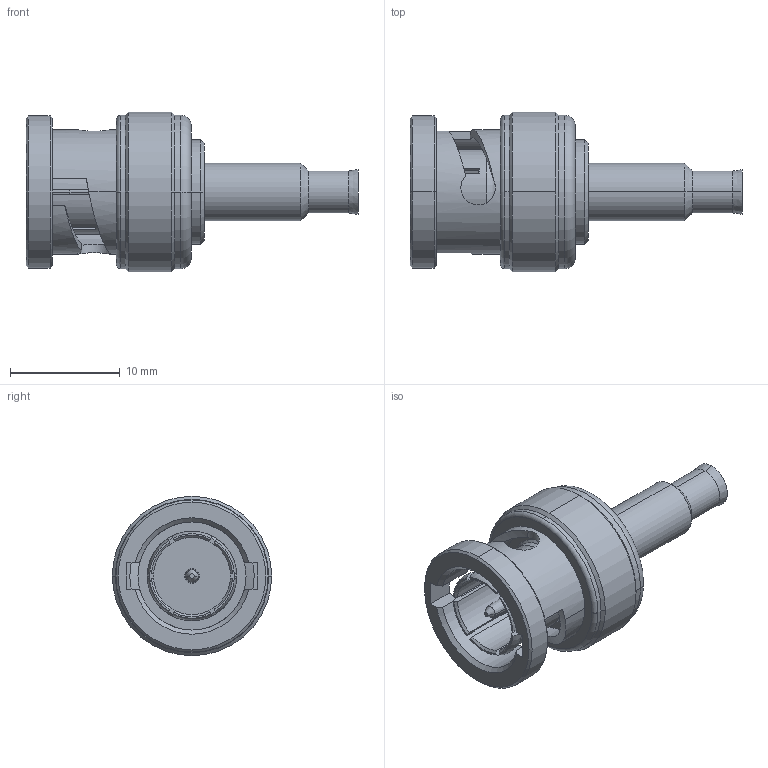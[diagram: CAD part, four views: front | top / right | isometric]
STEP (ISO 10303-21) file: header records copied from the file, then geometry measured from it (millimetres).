
FILE_DESCRIPTION((''),'2;1');
FILE_NAME('B1121E1-ND3G-179U-75_SW0001','2020-02-04T',('Kaviyarasan'),(''),'CREO PARAMETRIC BY PTC INC, 2018360','CREO PARAMETRIC BY PTC INC, 2018360','');
FILE_SCHEMA(('CONFIG_CONTROL_DESIGN'));
Length unit declared in the file: millimetre
Products named in the file (1): B1121E1-ND3G-179U-75_SW0001
Bounding box: 30.2 x 14.5 x 14.5 mm (x, y, z)
Volume: 1697 mm3; surface area: 1955 mm2
Topology: 1 solids, 1 shells, 148 faces, 364 edges, 226 vertices
Faces by surface type: cylinder 50, plane 44, cone 38, torus 12, bspline 4
Entity records: 4990 total; most frequent: CARTESIAN_POINT 1428, DIRECTION 762, ORIENTED_EDGE 728, EDGE_CURVE 364, AXIS2_PLACEMENT_3D 306, VERTEX_POINT 226, CIRCLE 162, EDGE_LOOP 160
